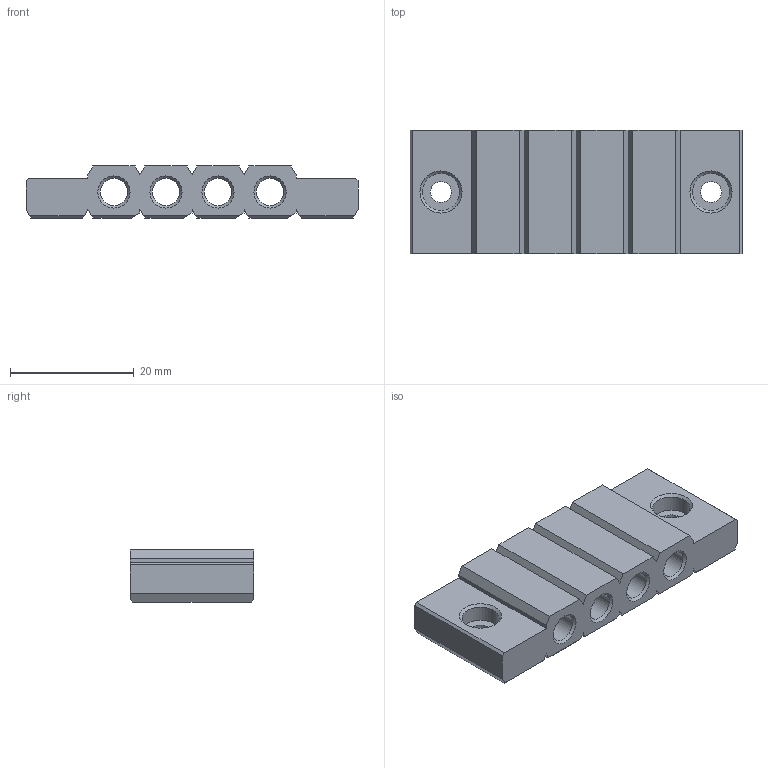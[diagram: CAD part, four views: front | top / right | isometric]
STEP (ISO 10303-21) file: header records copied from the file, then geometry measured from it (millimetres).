
FILE_DESCRIPTION(/* description */ (''),/* implementation_level */ '2;1');
FILE_NAME(/* name */ '[a]_bowden_tube_guide_4x.step',/* time_stamp */ '2024-01-28T19:03:47+01:00',/* author */ (''),/* organization */ (''),/* preprocessor_version */ 'ST-DEVELOPER v20',/* originating_system */ 'Autodesk Translation Framework v12.14.0.127',/* authorisation */ '');
FILE_SCHEMA (('AUTOMOTIVE_DESIGN { 1 0 10303 214 3 1 1 }'));
Length unit declared in the file: millimetre
Products named in the file (2): Bowden Tube Guide; Bowden Tube Guide_1
Assembly tree (1 placements, depth 2):
  Bowden Tube Guide
    Bowden Tube Guide_1
Bounding box: 53.6 x 20 x 8.4 mm (x, y, z)
Volume: 6510.8 mm3; surface area: 4552.6 mm2
Topology: 1 solids, 1 shells, 78 faces, 210 edges, 136 vertices
Faces by surface type: plane 58, cone 12, cylinder 8
Full cylindrical faces by diameter (mm): 3.4 x2, 4.4 x4, 6 x2
Entity records: 2490 total; most frequent: CARTESIAN_POINT 427, ORIENTED_EDGE 420, DIRECTION 400, EDGE_CURVE 210, LINE 182, VECTOR 182, VERTEX_POINT 136, AXIS2_PLACEMENT_3D 109
